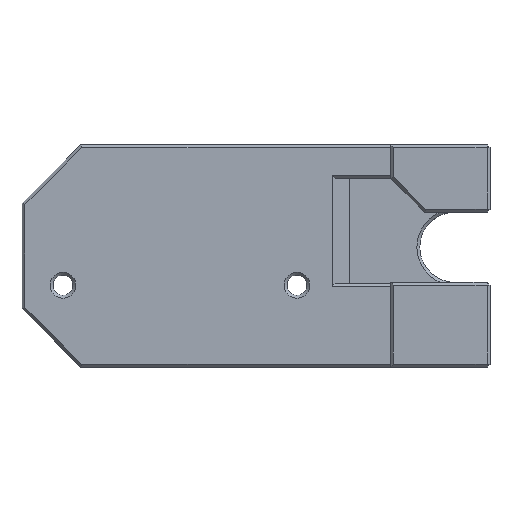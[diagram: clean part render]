
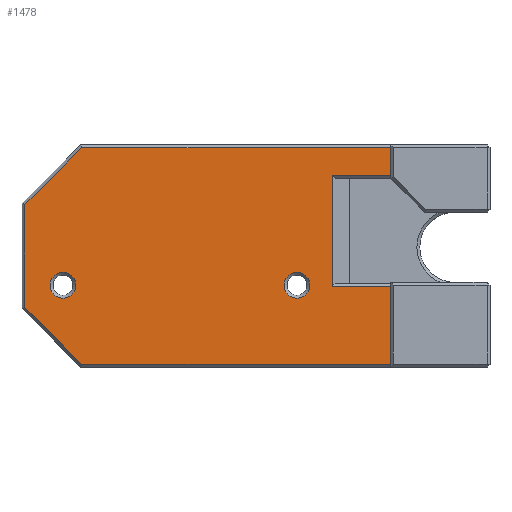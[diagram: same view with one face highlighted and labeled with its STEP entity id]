
A CAD part, top view. The second image highlights one B-rep face of the part: STEP entity #1478.
In plain terms, the highlighted planar face has unit normal (0, 0, 1).
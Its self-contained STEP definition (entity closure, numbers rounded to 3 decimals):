
#20=FACE_BOUND('',#571,.T.);
#21=FACE_BOUND('',#572,.T.);
#32=LINE('',#2164,#216);
#38=LINE('',#2176,#222);
#41=LINE('',#2182,#225);
#42=LINE('',#2184,#226);
#43=LINE('',#2186,#227);
#44=LINE('',#2188,#228);
#45=LINE('',#2190,#229);
#46=LINE('',#2192,#230);
#47=LINE('',#2193,#231);
#48=LINE('',#2194,#232);
#216=VECTOR('',#1721,10.);
#222=VECTOR('',#1731,10.);
#225=VECTOR('',#1736,10.);
#226=VECTOR('',#1737,10.);
#227=VECTOR('',#1738,10.);
#228=VECTOR('',#1739,10.);
#229=VECTOR('',#1740,10.);
#230=VECTOR('',#1741,10.);
#231=VECTOR('',#1742,10.);
#232=VECTOR('',#1743,10.);
#396=PLANE('',#1586);
#478=FACE_OUTER_BOUND('',#570,.T.);
#570=EDGE_LOOP('',(#1059,#1060,#1061,#1062,#1063,#1064,#1065,#1066,#1067,
#1068));
#571=EDGE_LOOP('',(#1069));
#572=EDGE_LOOP('',(#1070));
#663=CIRCLE('',#1587,2.2);
#664=CIRCLE('',#1588,2.2);
#703=VERTEX_POINT('',#2160);
#705=VERTEX_POINT('',#2163);
#708=VERTEX_POINT('',#2173);
#709=VERTEX_POINT('',#2175);
#711=VERTEX_POINT('',#2181);
#712=VERTEX_POINT('',#2183);
#713=VERTEX_POINT('',#2185);
#714=VERTEX_POINT('',#2187);
#715=VERTEX_POINT('',#2189);
#716=VERTEX_POINT('',#2191);
#717=VERTEX_POINT('',#2195);
#718=VERTEX_POINT('',#2197);
#831=EDGE_CURVE('',#703,#705,#32,.T.);
#837=EDGE_CURVE('',#708,#709,#38,.T.);
#840=EDGE_CURVE('',#703,#711,#41,.T.);
#841=EDGE_CURVE('',#712,#711,#42,.T.);
#842=EDGE_CURVE('',#713,#712,#43,.T.);
#843=EDGE_CURVE('',#714,#713,#44,.T.);
#844=EDGE_CURVE('',#715,#714,#45,.T.);
#845=EDGE_CURVE('',#716,#715,#46,.T.);
#846=EDGE_CURVE('',#716,#709,#47,.T.);
#847=EDGE_CURVE('',#708,#705,#48,.T.);
#848=EDGE_CURVE('',#717,#717,#663,.T.);
#849=EDGE_CURVE('',#718,#718,#664,.T.);
#1059=ORIENTED_EDGE('',*,*,#831,.F.);
#1060=ORIENTED_EDGE('',*,*,#840,.T.);
#1061=ORIENTED_EDGE('',*,*,#841,.F.);
#1062=ORIENTED_EDGE('',*,*,#842,.F.);
#1063=ORIENTED_EDGE('',*,*,#843,.F.);
#1064=ORIENTED_EDGE('',*,*,#844,.F.);
#1065=ORIENTED_EDGE('',*,*,#845,.F.);
#1066=ORIENTED_EDGE('',*,*,#846,.T.);
#1067=ORIENTED_EDGE('',*,*,#837,.F.);
#1068=ORIENTED_EDGE('',*,*,#847,.T.);
#1069=ORIENTED_EDGE('',*,*,#848,.F.);
#1070=ORIENTED_EDGE('',*,*,#849,.F.);
#1478=ADVANCED_FACE('',(#478,#20,#21),#396,.T.);
#1586=AXIS2_PLACEMENT_3D('',#2180,#1734,#1735);
#1587=AXIS2_PLACEMENT_3D('',#2196,#1744,#1745);
#1588=AXIS2_PLACEMENT_3D('',#2198,#1746,#1747);
#1721=DIRECTION('',(-1.,0.,0.));
#1731=DIRECTION('',(1.,0.,0.));
#1734=DIRECTION('center_axis',(0.,0.,1.));
#1735=DIRECTION('ref_axis',(1.,0.,0.));
#1736=DIRECTION('',(0.,1.,0.));
#1737=DIRECTION('',(1.,0.,0.));
#1738=DIRECTION('',(0.707,0.707,0.));
#1739=DIRECTION('',(0.,1.,0.));
#1740=DIRECTION('',(-0.707,0.707,0.));
#1741=DIRECTION('',(-1.,0.,0.));
#1742=DIRECTION('',(0.,1.,0.));
#1743=DIRECTION('',(0.,1.,0.));
#1744=DIRECTION('center_axis',(0.,0.,1.));
#1745=DIRECTION('ref_axis',(1.,0.,0.));
#1746=DIRECTION('center_axis',(0.,0.,1.));
#1747=DIRECTION('ref_axis',(1.,0.,0.));
#2160=CARTESIAN_POINT('',(63.,32.8,6.));
#2163=CARTESIAN_POINT('',(53.,32.8,6.));
#2164=CARTESIAN_POINT('',(46.5,32.8,6.));
#2173=CARTESIAN_POINT('',(53.,13.8,6.));
#2175=CARTESIAN_POINT('',(63.,13.8,6.));
#2176=CARTESIAN_POINT('',(51.5,13.8,6.));
#2180=CARTESIAN_POINT('Origin',(40.,19.,6.));
#2181=CARTESIAN_POINT('',(63.,37.5,6.));
#2182=CARTESIAN_POINT('',(63.,28.5,6.));
#2183=CARTESIAN_POINT('',(10.207,37.5,6.));
#2184=CARTESIAN_POINT('',(60.,37.5,6.));
#2185=CARTESIAN_POINT('',(0.5,27.793,6.));
#2186=CARTESIAN_POINT('',(13.104,40.396,6.));
#2187=CARTESIAN_POINT('',(0.5,10.207,6.));
#2188=CARTESIAN_POINT('',(0.5,23.5,6.));
#2189=CARTESIAN_POINT('',(10.207,0.5,6.));
#2190=CARTESIAN_POINT('',(8.104,2.604,6.));
#2191=CARTESIAN_POINT('',(63.,0.5,6.));
#2192=CARTESIAN_POINT('',(25.,0.5,6.));
#2193=CARTESIAN_POINT('',(63.,28.5,6.));
#2194=CARTESIAN_POINT('',(53.,16.65,6.));
#2195=CARTESIAN_POINT('',(44.8,14.,6.));
#2196=CARTESIAN_POINT('Origin',(47.,14.,6.));
#2197=CARTESIAN_POINT('',(4.8,14.,6.));
#2198=CARTESIAN_POINT('Origin',(7.,14.,6.));
